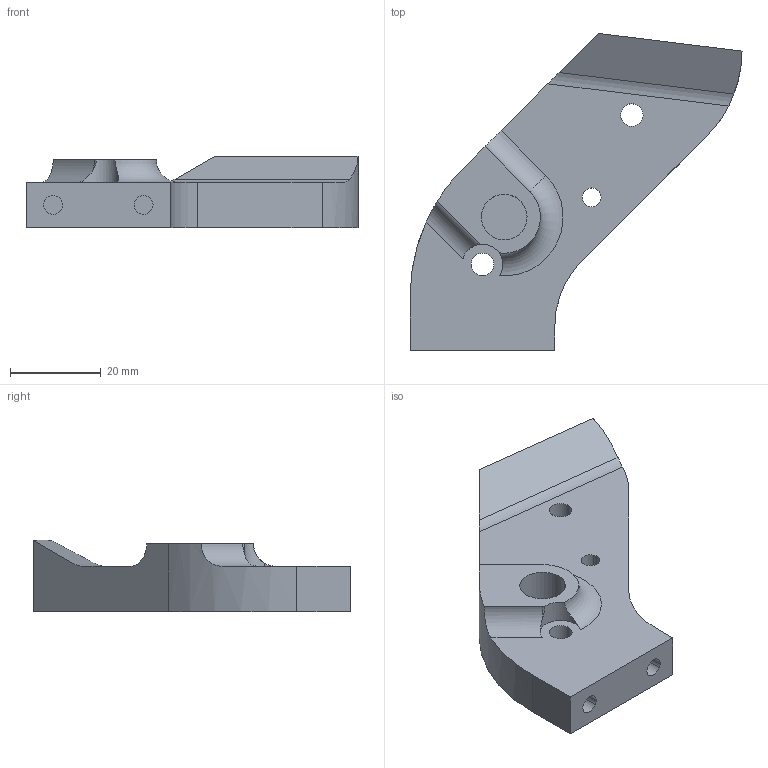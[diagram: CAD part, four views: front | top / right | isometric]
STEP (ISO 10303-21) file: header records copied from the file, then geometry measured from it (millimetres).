
FILE_DESCRIPTION(('CATIA V5 STEP Exchange'),'2;1');
FILE_NAME('support rotule basse V3.stp','2022-05-10T16:26:07+00:00',('none'),('none'),'CATIA Version 5 Release 20 GA (IN-10)','CATIA V5 STEP AP203','none');
FILE_SCHEMA(('CONFIG_CONTROL_DESIGN'));
Length unit declared in the file: millimetre
Products named in the file (1): SUPPORT ROTULE BASSE
Bounding box: 73.34 x 70.04 x 15.7 mm (x, y, z)
Volume: 27908.9 mm3; surface area: 9888.5 mm2
Topology: 1 solids, 1 shells, 72 faces, 179 edges, 120 vertices
Faces by surface type: cylinder 40, plane 29, torus 3
Entity records: 2066 total; most frequent: CARTESIAN_POINT 395, ORIENTED_EDGE 358, DIRECTION 268, EDGE_CURVE 179, AXIS2_PLACEMENT_3D 134, VERTEX_POINT 120, EDGE_LOOP 89, VECTOR 86
